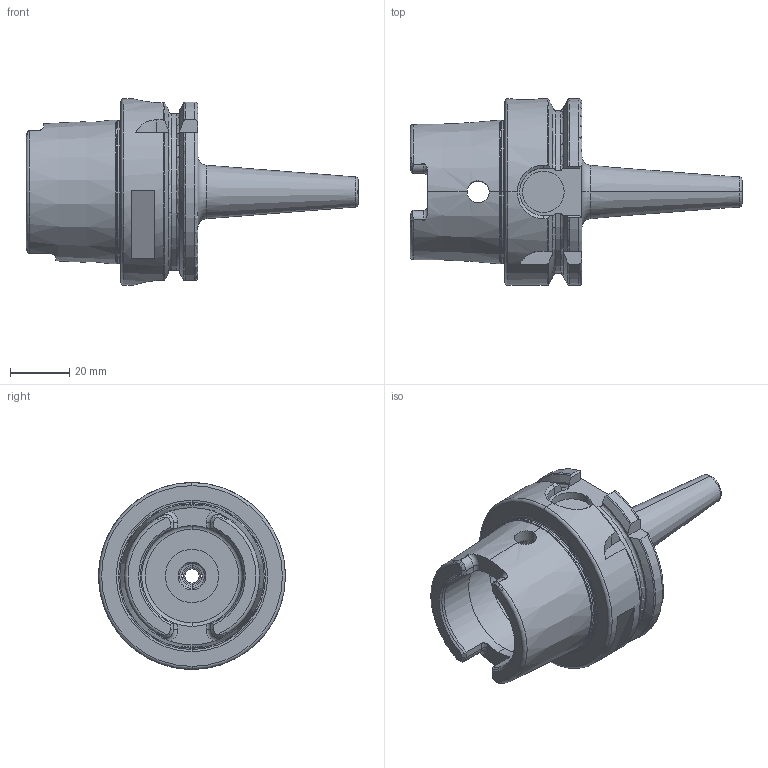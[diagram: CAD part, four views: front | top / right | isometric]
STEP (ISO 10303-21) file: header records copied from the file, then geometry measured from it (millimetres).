
FILE_DESCRIPTION (( 'STEP AP214' ), '1' );
FILE_NAME ('HA63A260A05080HP1.STEP', '2020-09-14T08:26:04', ( 'user' ), ( '' ), 'SwSTEP 2.0', 'SolidWorks 2013', '' );
FILE_SCHEMA (( 'AUTOMOTIVE_DESIGN' ));
Length unit declared in the file: millimetre
Products named in the file (1): HA63A260A05080HP1
Bounding box: 112 x 63 x 63 mm (x, y, z)
Volume: 87676.5 mm3; surface area: 25703 mm2
Topology: 1 solids, 1 shells, 211 faces, 551 edges, 338 vertices
Faces by surface type: plane 64, cylinder 54, cone 42, torus 39, bspline 12
Entity records: 7969 total; most frequent: CARTESIAN_POINT 2930, ORIENTED_EDGE 1094, DIRECTION 985, EDGE_CURVE 547, AXIS2_PLACEMENT_3D 399, VERTEX_POINT 338, EDGE_LOOP 221, ADVANCED_FACE 211
